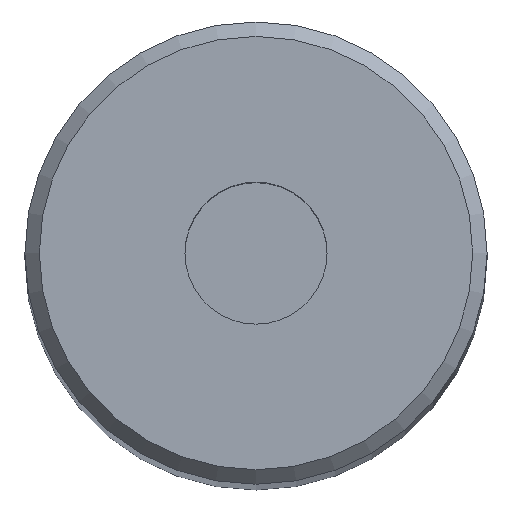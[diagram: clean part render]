
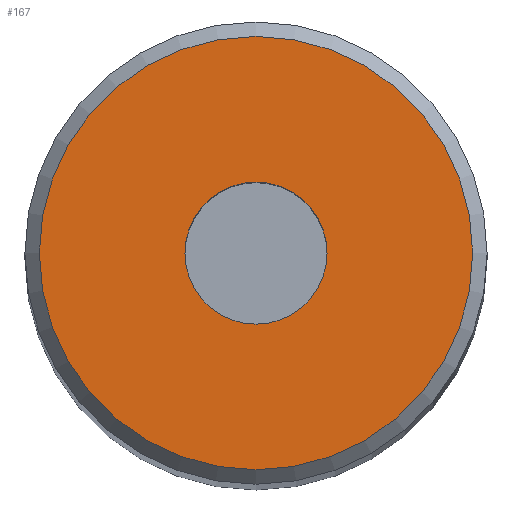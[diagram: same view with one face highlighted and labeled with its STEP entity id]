
A CAD part, top view. The second image highlights one B-rep face of the part: STEP entity #167.
In plain terms, the highlighted planar face has unit normal (0, 0, 1).
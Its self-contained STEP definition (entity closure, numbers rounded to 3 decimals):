
#22=PLANE('',#183);
#28=ORIENTED_EDGE('',*,*,#44,.T.);
#29=ORIENTED_EDGE('',*,*,#45,.T.);
#44=EDGE_CURVE('',#52,#52,#60,.F.);
#45=EDGE_CURVE('',#53,#53,#61,.T.);
#52=VERTEX_POINT('',#241);
#53=VERTEX_POINT('',#243);
#60=CIRCLE('',#184,3.75);
#61=CIRCLE('',#185,1.23);
#68=EDGE_LOOP('',(#28));
#69=EDGE_LOOP('',(#29));
#84=FACE_BOUND('',#68,.T.);
#85=FACE_BOUND('',#69,.T.);
#167=ADVANCED_FACE('',(#84,#85),#22,.F.);
#183=AXIS2_PLACEMENT_3D('',#239,#205,#206);
#184=AXIS2_PLACEMENT_3D('',#240,#207,#208);
#185=AXIS2_PLACEMENT_3D('',#242,#209,#210);
#205=DIRECTION('',(0.,0.,-1.));
#206=DIRECTION('',(-1.,0.,0.));
#207=DIRECTION('',(0.,0.,-1.));
#208=DIRECTION('',(-1.,0.,0.));
#209=DIRECTION('',(0.,0.,-1.));
#210=DIRECTION('',(0.,-1.,0.));
#239=CARTESIAN_POINT('',(0.,0.,57.5));
#240=CARTESIAN_POINT('',(0.,0.,57.5));
#241=CARTESIAN_POINT('',(-3.75,0.,57.5));
#242=CARTESIAN_POINT('',(0.,0.,57.5));
#243=CARTESIAN_POINT('',(0.,-1.23,57.5));
